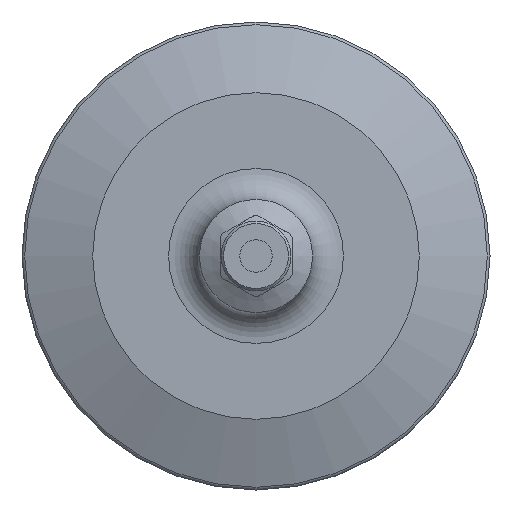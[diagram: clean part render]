
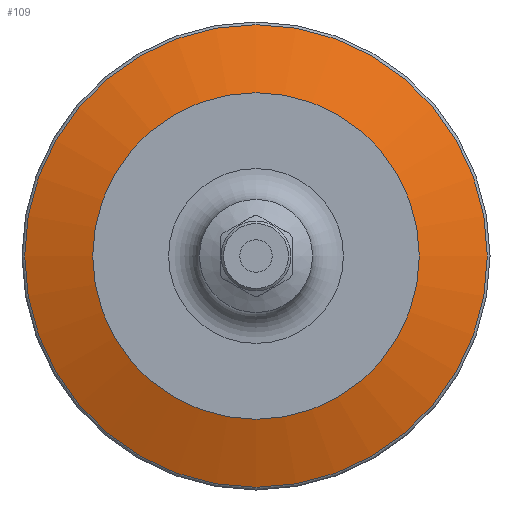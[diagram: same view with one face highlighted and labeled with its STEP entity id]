
A CAD part, front view. The second image highlights one B-rep face of the part: STEP entity #109.
In plain terms, the highlighted conical face has half-angle 70 degrees and reference radius 45.5 mm.
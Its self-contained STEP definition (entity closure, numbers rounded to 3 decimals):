
#109 = ADVANCED_FACE( '', ( #246, #247 ), #248, .T. );
#246 = FACE_OUTER_BOUND( '', #413, .T. );
#247 = FACE_BOUND( '', #414, .T. );
#248 = CONICAL_SURFACE( '', #415, 45.5, 1.222 );
#413 = EDGE_LOOP( '', ( #643 ) );
#414 = EDGE_LOOP( '', ( #644 ) );
#415 = AXIS2_PLACEMENT_3D( '', #645, #646, #647 );
#643 = ORIENTED_EDGE( '', *, *, #899, .T. );
#644 = ORIENTED_EDGE( '', *, *, #894, .F. );
#645 = CARTESIAN_POINT( '', ( 0., -4., 0. ) );
#646 = DIRECTION( '', ( 0., 1., 0. ) );
#647 = DIRECTION( '', ( -1., 0., 0. ) );
#894 = EDGE_CURVE( '', #1053, #1053, #1054, .T. );
#899 = EDGE_CURVE( '', #1061, #1061, #1062, .T. );
#1053 = VERTEX_POINT( '', #1284 );
#1054 = CIRCLE( '', #1285, 31.75 );
#1061 = VERTEX_POINT( '', #1292 );
#1062 = CIRCLE( '', #1293, 44.974 );
#1284 = CARTESIAN_POINT( '', ( 31.75, -9.005, 0. ) );
#1285 = AXIS2_PLACEMENT_3D( '', #1509, #1510, #1511 );
#1292 = CARTESIAN_POINT( '', ( 44.974, -4.192, 0. ) );
#1293 = AXIS2_PLACEMENT_3D( '', #1518, #1519, #1520 );
#1509 = CARTESIAN_POINT( '', ( 0., -9.005, 0. ) );
#1510 = DIRECTION( '', ( 0., -1., 0. ) );
#1511 = DIRECTION( '', ( 1., 0., 0. ) );
#1518 = CARTESIAN_POINT( '', ( 0., -4.192, 0. ) );
#1519 = DIRECTION( '', ( 0., -1., 0. ) );
#1520 = DIRECTION( '', ( 1., 0., 0. ) );
